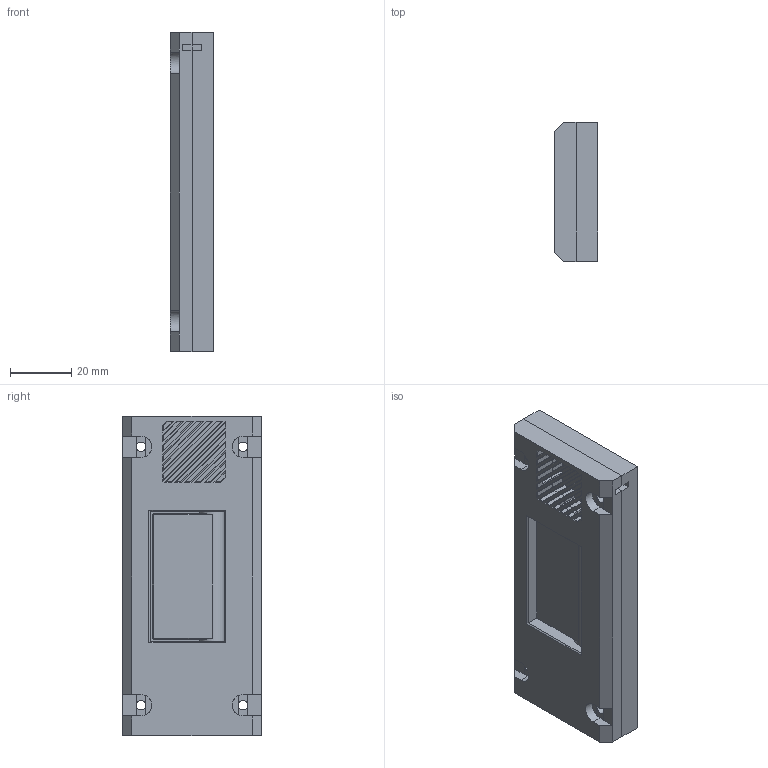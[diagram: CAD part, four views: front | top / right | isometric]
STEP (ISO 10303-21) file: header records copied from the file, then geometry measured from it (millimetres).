
FILE_DESCRIPTION(/* description */ (''),/* implementation_level */ '2;1');
FILE_NAME(/* name */ '37g_servo -05.stp',/* time_stamp */ '2025-08-31T15:21:16+03:00',/* author */ ('ruslanpavlucenko'),/* organization */ (''),/* preprocessor_version */ 'ST-DEVELOPER v19.2',/* originating_system */ 'Autodesk Inventor 2024',/* authorisation */ '');
FILE_SCHEMA (('AUTOMOTIVE_DESIGN { 1 0 10303 214 3 1 1 }'));
Length unit declared in the file: millimetre
Products named in the file (1): Шторка_37g_servo
Bounding box: 14.3 x 45.2 x 104 mm (x, y, z)
Volume: 52127.1 mm3; surface area: 27312.3 mm2
Topology: 3 solids, 3 shells, 669 faces, 1856 edges, 1211 vertices
Faces by surface type: plane 438, bspline 186, cylinder 43, cone 2
Full cylindrical faces by diameter (mm): 2 x1, 3.1 x8, 4.9 x1, 8 x1
Entity records: 22702 total; most frequent: CARTESIAN_POINT 6803, ORIENTED_EDGE 3712, DIRECTION 2521, EDGE_CURVE 1856, LINE 1331, VECTOR 1331, VERTEX_POINT 1211, EDGE_LOOP 733
